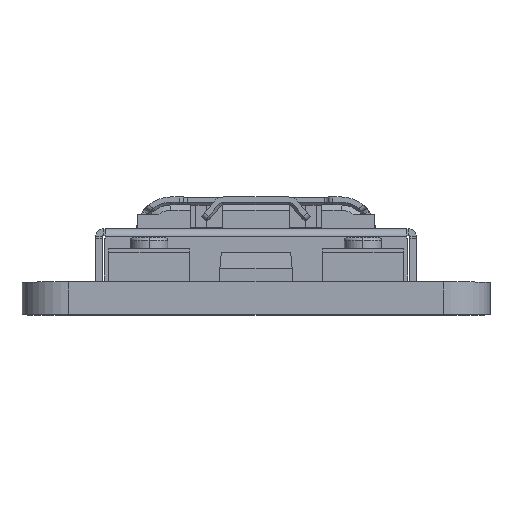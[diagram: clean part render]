
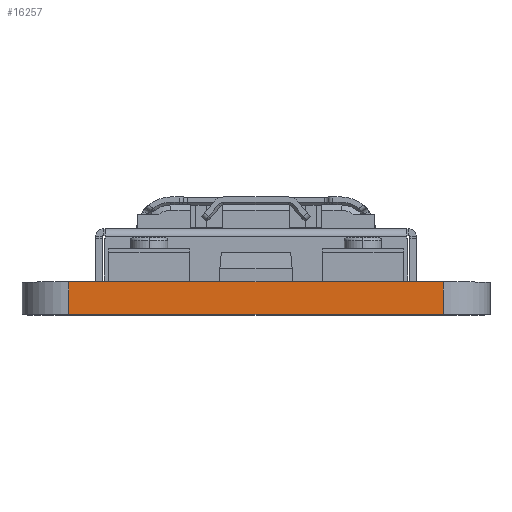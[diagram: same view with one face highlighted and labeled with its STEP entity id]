
A CAD part, top view. The second image highlights one B-rep face of the part: STEP entity #16257.
In plain terms, the highlighted planar face has unit normal (0, 0, 1).
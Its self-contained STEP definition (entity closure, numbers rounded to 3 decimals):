
#49 = DIRECTION ( 'NONE',  ( 1., 0., 0. ) ) ;
#105 = DIRECTION ( 'NONE',  ( 0., -1., 0. ) ) ;
#914 = EDGE_CURVE ( 'NONE', #3337, #7473, #27615, .T. ) ;
#1808 = CARTESIAN_POINT ( 'NONE',  ( -7., 1.2, 10.5 ) ) ;
#2761 = DIRECTION ( 'NONE',  ( 0., -1., 0. ) ) ;
#3337 = VERTEX_POINT ( 'NONE', #1808 ) ;
#5511 = CARTESIAN_POINT ( 'NONE',  ( -7., 1.2, 10.5 ) ) ;
#6811 = EDGE_CURVE ( 'NONE', #3337, #29972, #11069, .T. ) ;
#6988 = FACE_OUTER_BOUND ( 'NONE', #16886, .T. ) ;
#7124 = CARTESIAN_POINT ( 'NONE',  ( -7., 1.2, 10.5 ) ) ;
#7473 = VERTEX_POINT ( 'NONE', #30340 ) ;
#10967 = AXIS2_PLACEMENT_3D ( 'NONE', #12550, #35906, #33021 ) ;
#11069 = LINE ( 'NONE', #5511, #20090 ) ;
#12095 = VECTOR ( 'NONE', #105, 1000. ) ;
#12519 = ORIENTED_EDGE ( 'NONE', *, *, #6811, .F. ) ;
#12550 = CARTESIAN_POINT ( 'NONE',  ( -7., 1.2, 10.5 ) ) ;
#14070 = CARTESIAN_POINT ( 'NONE',  ( 7., 1.2, 10.5 ) ) ;
#14993 = LINE ( 'NONE', #28991, #27583 ) ;
#16257 = ADVANCED_FACE ( 'NONE', ( #6988 ), #18678, .F. ) ;
#16886 = EDGE_LOOP ( 'NONE', ( #37809, #32841, #12519, #29271 ) ) ;
#18678 = PLANE ( 'NONE',  #10967 ) ;
#20090 = VECTOR ( 'NONE', #25828, 1000. ) ;
#20754 = CARTESIAN_POINT ( 'NONE',  ( 7., 0., 10.5 ) ) ;
#25828 = DIRECTION ( 'NONE',  ( 1., 0., 0. ) ) ;
#25951 = LINE ( 'NONE', #31683, #34002 ) ;
#27583 = VECTOR ( 'NONE', #49, 1000. ) ;
#27615 = LINE ( 'NONE', #7124, #12095 ) ;
#28991 = CARTESIAN_POINT ( 'NONE',  ( -7., 0., 10.5 ) ) ;
#29271 = ORIENTED_EDGE ( 'NONE', *, *, #914, .T. ) ;
#29851 = EDGE_CURVE ( 'NONE', #29972, #30026, #25951, .T. ) ;
#29972 = VERTEX_POINT ( 'NONE', #14070 ) ;
#30026 = VERTEX_POINT ( 'NONE', #20754 ) ;
#30340 = CARTESIAN_POINT ( 'NONE',  ( -7., 0., 10.5 ) ) ;
#31683 = CARTESIAN_POINT ( 'NONE',  ( 7., 1.2, 10.5 ) ) ;
#32841 = ORIENTED_EDGE ( 'NONE', *, *, #29851, .F. ) ;
#33021 = DIRECTION ( 'NONE',  ( -1., 0., 0. ) ) ;
#34002 = VECTOR ( 'NONE', #2761, 1000. ) ;
#35906 = DIRECTION ( 'NONE',  ( 0., 0., -1. ) ) ;
#36387 = EDGE_CURVE ( 'NONE', #7473, #30026, #14993, .T. ) ;
#37809 = ORIENTED_EDGE ( 'NONE', *, *, #36387, .T. ) ;
